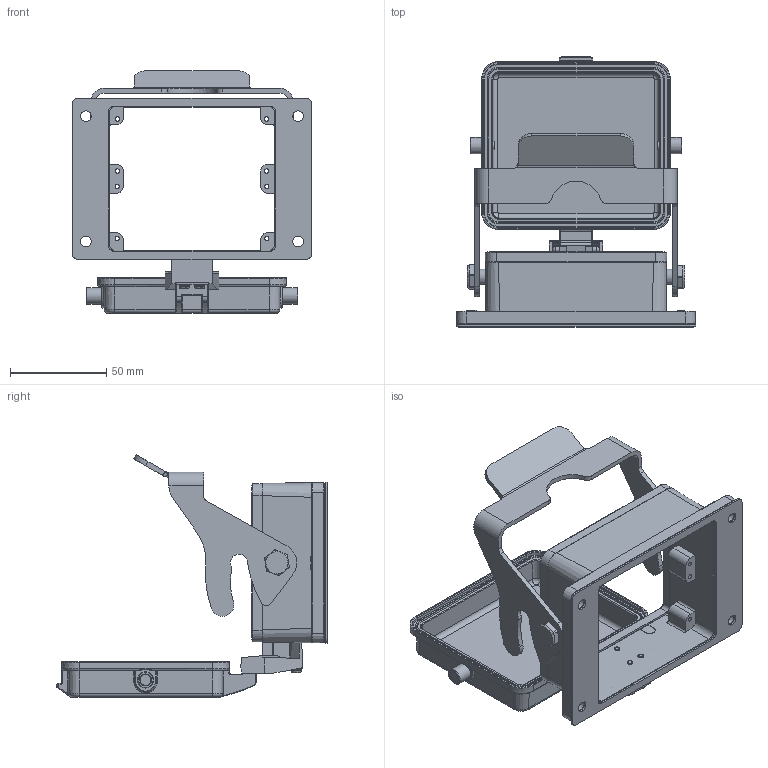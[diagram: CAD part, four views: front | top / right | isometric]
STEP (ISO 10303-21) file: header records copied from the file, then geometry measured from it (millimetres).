
FILE_DESCRIPTION(/* description */ (''),/* implementation_level */ '2;1');
FILE_NAME(/* name */ '3D_1240323651101_HV32B-BK-1L_S-MCV_V1.1.stp',/* time_stamp */ '2024-02-02T17:22:15+08:00',/* author */ (''),/* organization */ (''),/* preprocessor_version */ 'ST-DEVELOPER v18.1',/* originating_system */ 'SIEMENS PLM Software NX 1980',/* authorisation */ '');
FILE_SCHEMA (('AP203_CONFIGURATION_CONTROLLED_3D_DESIGN_OF_MECHANICAL_PARTS_AND_ASSEMBLIES_MIM_LF { 1 0 10303 403 2 1 2}'));
Products named in the file (1): 3D_1240323651101_HV32B-BK-1L_S-MCV_V1.1_stp
Bounding box: 124.4 x 140.07 x 125.83 mm (x, y, z)
Volume: 164.9 mm3; surface area: 97085.2 mm2
Topology: 1 solids, 2 shells, 1112 faces, 3010 edges, 1923 vertices
Faces by surface type: plane 426, cylinder 389, torus 119, cone 90, bspline 80, sphere 8
Full cylindrical faces by diameter (mm): 2.5 x2, 3 x38, 3.2 x1, 4 x4, 4.8 x2, 4.9 x2, 5 x2, 5.2 x2, 5.5 x4, 5.838 x1, 6 x2, 6.2 x2, 7.9 x2, 8.1 x2, 8.4 x2
Entity records: 65615 total; most frequent: CARTESIAN_POINT 32256, ORIENTED_EDGE 5356, DIRECTION 5332, EDGE_CURVE 2678, AXIS2_PLACEMENT_3D 2002, VERTEX_POINT 1716, LINE 1328, VECTOR 1328
